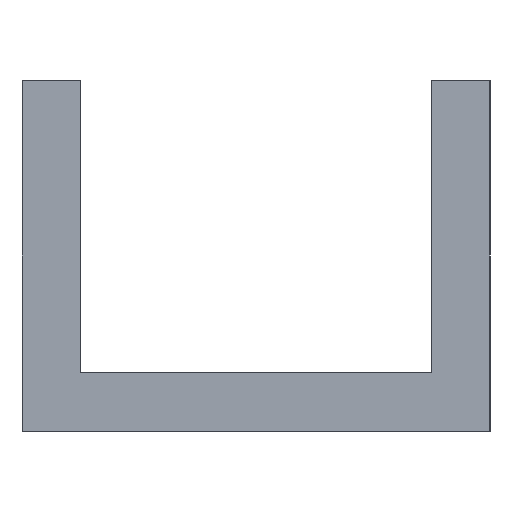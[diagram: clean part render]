
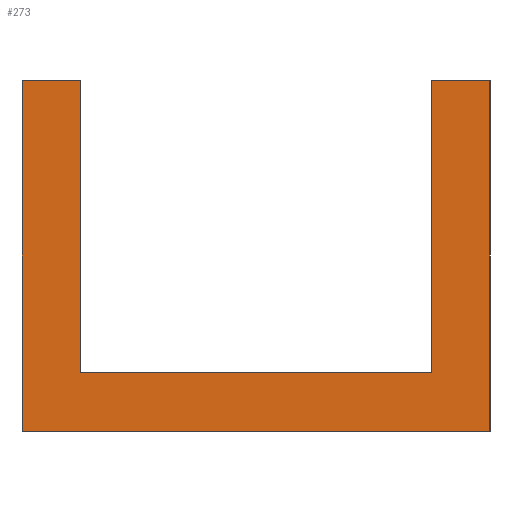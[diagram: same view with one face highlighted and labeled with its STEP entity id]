
A CAD part, left-side view. The second image highlights one B-rep face of the part: STEP entity #273.
In plain terms, the highlighted planar face has unit normal (-1, 0, 0).
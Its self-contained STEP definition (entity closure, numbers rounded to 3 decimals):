
#23=PLANE('',#309);
#37=FACE_OUTER_BOUND('',#51,.T.);
#51=EDGE_LOOP('',(#209,#210,#211,#212,#213,#214,#215,#216));
#73=LINE('',#421,#101);
#74=LINE('',#423,#102);
#75=LINE('',#425,#103);
#76=LINE('',#427,#104);
#77=LINE('',#429,#105);
#78=LINE('',#431,#106);
#79=LINE('',#433,#107);
#80=LINE('',#434,#108);
#101=VECTOR('',#351,10.);
#102=VECTOR('',#352,10.);
#103=VECTOR('',#353,10.);
#104=VECTOR('',#354,10.);
#105=VECTOR('',#355,10.);
#106=VECTOR('',#356,10.);
#107=VECTOR('',#357,10.);
#108=VECTOR('',#358,10.);
#141=VERTEX_POINT('',#419);
#142=VERTEX_POINT('',#420);
#143=VERTEX_POINT('',#422);
#144=VERTEX_POINT('',#424);
#145=VERTEX_POINT('',#426);
#146=VERTEX_POINT('',#428);
#147=VERTEX_POINT('',#430);
#148=VERTEX_POINT('',#432);
#169=EDGE_CURVE('',#141,#142,#73,.T.);
#170=EDGE_CURVE('',#142,#143,#74,.T.);
#171=EDGE_CURVE('',#143,#144,#75,.T.);
#172=EDGE_CURVE('',#144,#145,#76,.T.);
#173=EDGE_CURVE('',#145,#146,#77,.T.);
#174=EDGE_CURVE('',#146,#147,#78,.T.);
#175=EDGE_CURVE('',#147,#148,#79,.T.);
#176=EDGE_CURVE('',#148,#141,#80,.T.);
#209=ORIENTED_EDGE('',*,*,#169,.T.);
#210=ORIENTED_EDGE('',*,*,#170,.T.);
#211=ORIENTED_EDGE('',*,*,#171,.T.);
#212=ORIENTED_EDGE('',*,*,#172,.T.);
#213=ORIENTED_EDGE('',*,*,#173,.T.);
#214=ORIENTED_EDGE('',*,*,#174,.T.);
#215=ORIENTED_EDGE('',*,*,#175,.T.);
#216=ORIENTED_EDGE('',*,*,#176,.T.);
#273=ADVANCED_FACE('',(#37),#23,.T.);
#309=AXIS2_PLACEMENT_3D('',#418,#349,#350);
#349=DIRECTION('center_axis',(-1.,0.,0.));
#350=DIRECTION('ref_axis',(0.,0.,1.));
#351=DIRECTION('',(0.,-1.,0.));
#352=DIRECTION('',(0.,0.,1.));
#353=DIRECTION('',(0.,1.,0.));
#354=DIRECTION('',(0.,0.,-1.));
#355=DIRECTION('',(0.,1.,0.));
#356=DIRECTION('',(0.,0.,1.));
#357=DIRECTION('',(0.,1.,0.));
#358=DIRECTION('',(0.,0.,-1.));
#418=CARTESIAN_POINT('Origin',(-800.,0.,6.));
#419=CARTESIAN_POINT('',(-800.,8.,0.));
#420=CARTESIAN_POINT('',(-800.,-8.,0.));
#421=CARTESIAN_POINT('',(-800.,-8.,0.));
#422=CARTESIAN_POINT('',(-800.,-8.,12.));
#423=CARTESIAN_POINT('',(-800.,-8.,0.));
#424=CARTESIAN_POINT('',(-800.,-6.,12.));
#425=CARTESIAN_POINT('',(-800.,-8.,12.));
#426=CARTESIAN_POINT('',(-800.,-6.,2.));
#427=CARTESIAN_POINT('',(-800.,-6.,2.));
#428=CARTESIAN_POINT('',(-800.,6.,2.));
#429=CARTESIAN_POINT('',(-800.,6.,2.));
#430=CARTESIAN_POINT('',(-800.,6.,12.));
#431=CARTESIAN_POINT('',(-800.,6.,12.));
#432=CARTESIAN_POINT('',(-800.,8.,12.));
#433=CARTESIAN_POINT('',(-800.,8.,12.));
#434=CARTESIAN_POINT('',(-800.,8.,0.));
